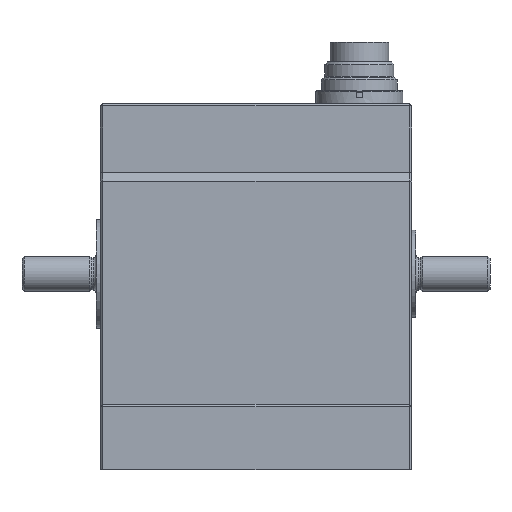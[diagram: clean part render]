
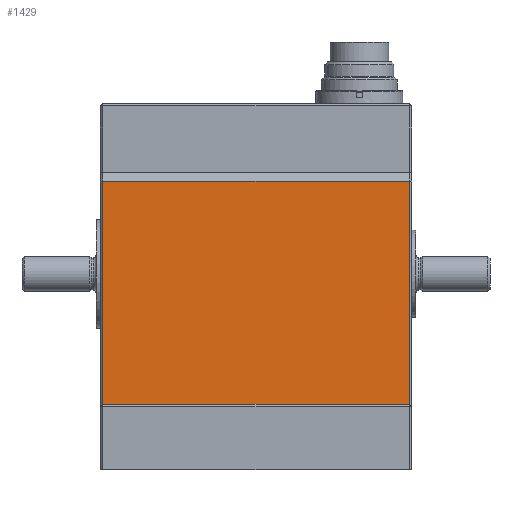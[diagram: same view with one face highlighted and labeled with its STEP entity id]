
A CAD part, front view. The second image highlights one B-rep face of the part: STEP entity #1429.
In plain terms, the highlighted face is planar.
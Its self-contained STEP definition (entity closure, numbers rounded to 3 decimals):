
#1429 = ADVANCED_FACE( '', ( #2921 ), #2922, .T. );
#2921 = FACE_OUTER_BOUND( '', #4650, .T. );
#2922 = PLANE( '', #4651 );
#4650 = EDGE_LOOP( '', ( #7205, #7206, #7207, #7208 ) );
#4651 = AXIS2_PLACEMENT_3D( '', #7209, #7210, #7211 );
#7205 = ORIENTED_EDGE( '', *, *, #9751, .T. );
#7206 = ORIENTED_EDGE( '', *, *, #9752, .T. );
#7207 = ORIENTED_EDGE( '', *, *, #9085, .T. );
#7208 = ORIENTED_EDGE( '', *, *, #9025, .T. );
#7209 = CARTESIAN_POINT( '', ( -22., 71.5, 68.3 ) );
#7210 = DIRECTION( '', ( -1., 0., 0. ) );
#7211 = DIRECTION( '', ( 0., 0., 1. ) );
#9025 = EDGE_CURVE( '', #10358, #10363, #10365, .T. );
#9085 = EDGE_CURVE( '', #10467, #10358, #10468, .T. );
#9751 = EDGE_CURVE( '', #10363, #10943, #11504, .T. );
#9752 = EDGE_CURVE( '', #10943, #10467, #11505, .T. );
#10358 = VERTEX_POINT( '', #12243 );
#10363 = VERTEX_POINT( '', #12250 );
#10365 = LINE( '', #12253, #12254 );
#10467 = VERTEX_POINT( '', #12380 );
#10468 = LINE( '', #12381, #12382 );
#10943 = VERTEX_POINT( '', #12995 );
#11504 = LINE( '', #13677, #13678 );
#11505 = LINE( '', #13679, #13680 );
#12243 = CARTESIAN_POINT( '', ( -22., 71., 66.3 ) );
#12250 = CARTESIAN_POINT( '', ( -22., 71., 15. ) );
#12253 = CARTESIAN_POINT( '', ( -22., 71., 15. ) );
#12254 = VECTOR( '', #14464, 1000. );
#12380 = CARTESIAN_POINT( '', ( -22., 0.5, 66.3 ) );
#12381 = CARTESIAN_POINT( '', ( -22., 71.5, 66.3 ) );
#12382 = VECTOR( '', #14546, 1000. );
#12995 = CARTESIAN_POINT( '', ( -22., 0.5, 15. ) );
#13677 = CARTESIAN_POINT( '', ( -22., 71.5, 15. ) );
#13678 = VECTOR( '', #15433, 1000. );
#13679 = CARTESIAN_POINT( '', ( -22., 0.5, 68.3 ) );
#13680 = VECTOR( '', #15434, 1000. );
#14464 = DIRECTION( '', ( 0., 0., -1. ) );
#14546 = DIRECTION( '', ( 0., 1., 0. ) );
#15433 = DIRECTION( '', ( 0., -1., 0. ) );
#15434 = DIRECTION( '', ( 0., 0., 1. ) );
